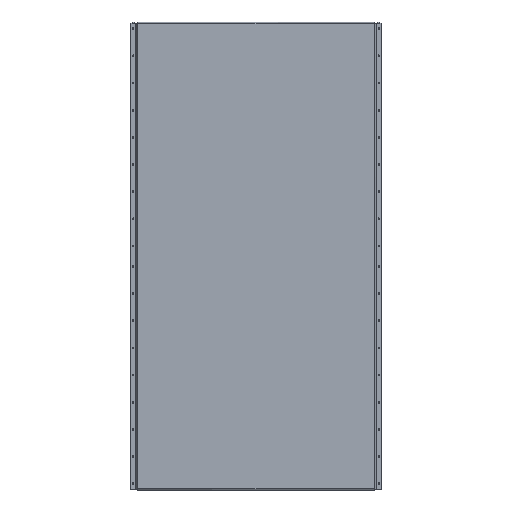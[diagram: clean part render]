
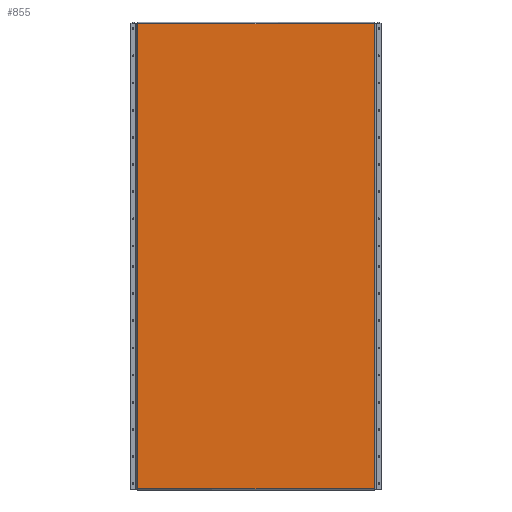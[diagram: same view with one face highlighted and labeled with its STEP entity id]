
A CAD part, front view. The second image highlights one B-rep face of the part: STEP entity #855.
In plain terms, the highlighted planar face has unit normal (0, -1, 0).
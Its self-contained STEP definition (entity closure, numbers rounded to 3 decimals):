
#23 = CARTESIAN_POINT ( 'NONE',  ( 0., 0., 0. ) ) ;
#134 = EDGE_CURVE ( 'NONE', #1601, #5378, #4557, .T. ) ;
#135 = EDGE_CURVE ( 'NONE', #1351, #1601, #879, .T. ) ;
#144 = EDGE_CURVE ( 'NONE', #1351, #5483, #899, .T. ) ;
#159 = EDGE_CURVE ( 'NONE', #5483, #5378, #4537, .T. ) ;
#182 = AXIS2_PLACEMENT_3D ( 'NONE', #3081, #3063, #3062 ) ;
#753 = EDGE_LOOP ( 'NONE', ( #4675, #1147, #4664, #1164 ) ) ;
#855 = ADVANCED_FACE ( 'NONE', ( #3821 ), #3089, .T. ) ;
#879 = LINE ( 'NONE', #4085, #886 ) ;
#886 = VECTOR ( 'NONE', #3776, 1000. ) ;
#893 = VECTOR ( 'NONE', #1865, 1000. ) ;
#899 = LINE ( 'NONE', #4567, #4535 ) ;
#1147 = ORIENTED_EDGE ( 'NONE', *, *, #135, .F. ) ;
#1164 = ORIENTED_EDGE ( 'NONE', *, *, #159, .T. ) ;
#1168 = CARTESIAN_POINT ( 'NONE',  ( 876.5, 0., 1712. ) ) ;
#1351 = VERTEX_POINT ( 'NONE', #1168 ) ;
#1526 = CARTESIAN_POINT ( 'NONE',  ( 4.5, 0., 1712. ) ) ;
#1601 = VERTEX_POINT ( 'NONE', #3898 ) ;
#1769 = CARTESIAN_POINT ( 'NONE',  ( 4.5, 0., 0. ) ) ;
#1865 = DIRECTION ( 'NONE',  ( -1., 0., 0. ) ) ;
#2345 = CARTESIAN_POINT ( 'NONE',  ( 4.5, 0., 1712. ) ) ;
#3062 = DIRECTION ( 'NONE',  ( 0., 0., -1. ) ) ;
#3063 = DIRECTION ( 'NONE',  ( 0., -1., 0. ) ) ;
#3081 = CARTESIAN_POINT ( 'NONE',  ( 0., 0., 1712. ) ) ;
#3089 = PLANE ( 'NONE',  #182 ) ;
#3546 = DIRECTION ( 'NONE',  ( 0., 0., -1. ) ) ;
#3764 = DIRECTION ( 'NONE',  ( -1., 0., 0. ) ) ;
#3776 = DIRECTION ( 'NONE',  ( 0., 0., -1. ) ) ;
#3821 = FACE_OUTER_BOUND ( 'NONE', #753, .T. ) ;
#3898 = CARTESIAN_POINT ( 'NONE',  ( 876.5, 0., 0. ) ) ;
#4085 = CARTESIAN_POINT ( 'NONE',  ( 876.5, 0., 1712. ) ) ;
#4518 = VECTOR ( 'NONE', #3546, 1000. ) ;
#4535 = VECTOR ( 'NONE', #3764, 1000. ) ;
#4537 = LINE ( 'NONE', #2345, #4518 ) ;
#4557 = LINE ( 'NONE', #23, #893 ) ;
#4567 = CARTESIAN_POINT ( 'NONE',  ( 0., 0., 1712. ) ) ;
#4664 = ORIENTED_EDGE ( 'NONE', *, *, #144, .T. ) ;
#4675 = ORIENTED_EDGE ( 'NONE', *, *, #134, .F. ) ;
#5378 = VERTEX_POINT ( 'NONE', #1769 ) ;
#5483 = VERTEX_POINT ( 'NONE', #1526 ) ;
